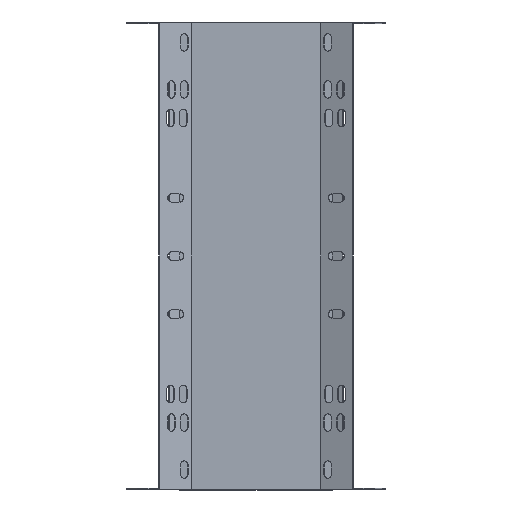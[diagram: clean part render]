
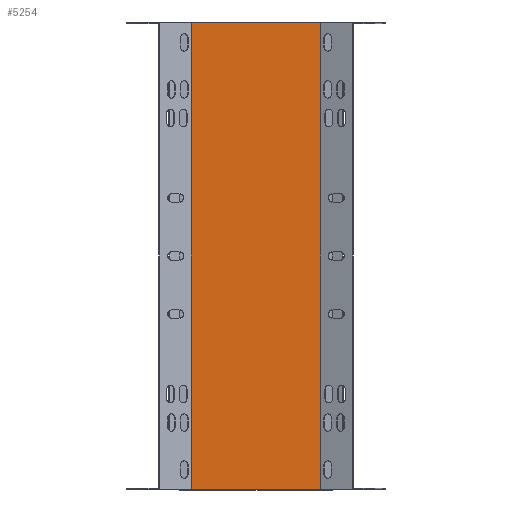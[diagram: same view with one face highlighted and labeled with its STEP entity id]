
A CAD part, front view. The second image highlights one B-rep face of the part: STEP entity #5254.
In plain terms, the highlighted planar face has unit normal (0, -1, 0).
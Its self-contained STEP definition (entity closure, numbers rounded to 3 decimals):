
#147 = DIRECTION ( 'NONE',  ( 0., 0., 1. ) ) ;
#213 = CARTESIAN_POINT ( 'NONE',  ( 55.75, -51., -199. ) ) ;
#469 = CARTESIAN_POINT ( 'NONE',  ( 55.75, -51., 200.8 ) ) ;
#1169 = VERTEX_POINT ( 'NONE', #469 ) ;
#1535 = CARTESIAN_POINT ( 'NONE',  ( -55.75, -51., 200.8 ) ) ;
#1911 = EDGE_CURVE ( 'NONE', #6057, #1169, #3110, .T. ) ;
#2092 = CARTESIAN_POINT ( 'NONE',  ( 55.75, -51., -200.8 ) ) ;
#2661 = DIRECTION ( 'NONE',  ( -1., 0., 0. ) ) ;
#2668 = AXIS2_PLACEMENT_3D ( 'NONE', #4896, #4835, #4816 ) ;
#2680 = CARTESIAN_POINT ( 'NONE',  ( 56.881, -51., 200.8 ) ) ;
#2767 = EDGE_LOOP ( 'NONE', ( #4736, #4737, #4829, #4925 ) ) ;
#3100 = VECTOR ( 'NONE', #147, 1000. ) ;
#3110 = LINE ( 'NONE', #213, #3100 ) ;
#3128 = VERTEX_POINT ( 'NONE', #5765 ) ;
#4572 = DIRECTION ( 'NONE',  ( 1., 0., 0. ) ) ;
#4617 = CARTESIAN_POINT ( 'NONE',  ( -56.881, -51., -200.8 ) ) ;
#4736 = ORIENTED_EDGE ( 'NONE', *, *, #5141, .F. ) ;
#4737 = ORIENTED_EDGE ( 'NONE', *, *, #5299, .T. ) ;
#4816 = DIRECTION ( 'NONE',  ( -1., 0., 0. ) ) ;
#4827 = LINE ( 'NONE', #2680, #4908 ) ;
#4829 = ORIENTED_EDGE ( 'NONE', *, *, #1911, .T. ) ;
#4835 = DIRECTION ( 'NONE',  ( 0., -1., 0. ) ) ;
#4892 = PLANE ( 'NONE',  #2668 ) ;
#4896 = CARTESIAN_POINT ( 'NONE',  ( -55.75, -51., -199. ) ) ;
#4908 = VECTOR ( 'NONE', #2661, 1000. ) ;
#4925 = ORIENTED_EDGE ( 'NONE', *, *, #5785, .T. ) ;
#5141 = EDGE_CURVE ( 'NONE', #3128, #6174, #5681, .T. ) ;
#5254 = ADVANCED_FACE ( 'NONE', ( #5462 ), #4892, .T. ) ;
#5299 = EDGE_CURVE ( 'NONE', #3128, #6057, #5440, .T. ) ;
#5416 = VECTOR ( 'NONE', #4572, 1000. ) ;
#5426 = CARTESIAN_POINT ( 'NONE',  ( -55.75, -51., -199. ) ) ;
#5440 = LINE ( 'NONE', #4617, #5416 ) ;
#5458 = DIRECTION ( 'NONE',  ( 0., 0., 1. ) ) ;
#5462 = FACE_OUTER_BOUND ( 'NONE', #2767, .T. ) ;
#5643 = VECTOR ( 'NONE', #5458, 1000. ) ;
#5681 = LINE ( 'NONE', #5426, #5643 ) ;
#5765 = CARTESIAN_POINT ( 'NONE',  ( -55.75, -51., -200.8 ) ) ;
#5785 = EDGE_CURVE ( 'NONE', #1169, #6174, #4827, .T. ) ;
#6057 = VERTEX_POINT ( 'NONE', #2092 ) ;
#6174 = VERTEX_POINT ( 'NONE', #1535 ) ;
